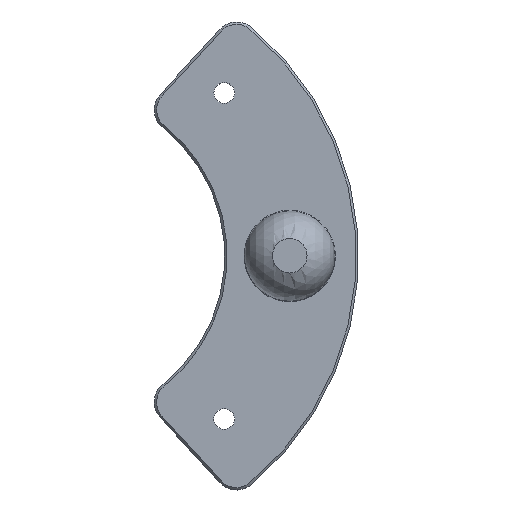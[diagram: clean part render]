
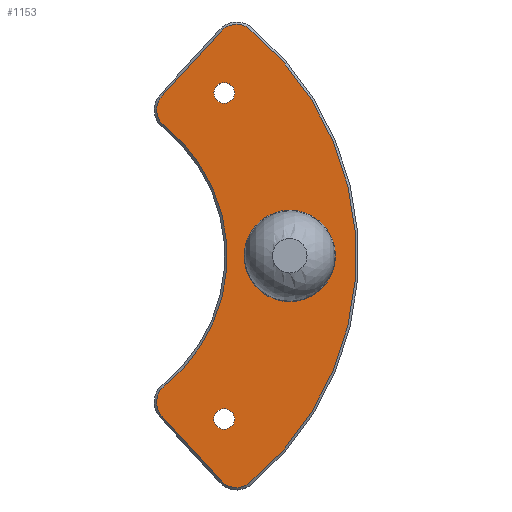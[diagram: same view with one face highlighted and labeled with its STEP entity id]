
A CAD part, top view. The second image highlights one B-rep face of the part: STEP entity #1153.
In plain terms, the highlighted planar face has unit normal (0, 0, 1).
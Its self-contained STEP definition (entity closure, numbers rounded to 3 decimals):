
#65=FACE_BOUND('',#206,.T.);
#66=FACE_BOUND('',#207,.T.);
#67=FACE_BOUND('',#208,.T.);
#68=FACE_BOUND('',#209,.T.);
#103=PLANE('',#1327);
#138=FACE_OUTER_BOUND('',#205,.T.);
#205=EDGE_LOOP('',(#870,#871,#872,#873,#874,#875,#876,#877));
#206=EDGE_LOOP('',(#878));
#207=EDGE_LOOP('',(#879));
#208=EDGE_LOOP('',(#880,#881));
#209=EDGE_LOOP('',(#882,#883));
#278=CIRCLE('',#1308,64.);
#280=CIRCLE('',#1311,4.5);
#282=CIRCLE('',#1315,4.5);
#283=CIRCLE('',#1317,36.);
#285=CIRCLE('',#1320,4.5);
#286=CIRCLE('',#1323,4.5);
#287=CIRCLE('',#1328,2.75);
#288=CIRCLE('',#1329,2.75);
#289=CIRCLE('',#1330,2.25);
#290=CIRCLE('',#1331,2.25);
#291=CIRCLE('',#1332,2.25);
#292=CIRCLE('',#1333,2.25);
#364=LINE('',#1904,#432);
#370=LINE('',#1924,#438);
#432=VECTOR('',#1533,10.);
#438=VECTOR('',#1557,10.);
#505=VERTEX_POINT('',#1889);
#506=VERTEX_POINT('',#1891);
#508=VERTEX_POINT('',#1897);
#510=VERTEX_POINT('',#1902);
#512=VERTEX_POINT('',#1909);
#513=VERTEX_POINT('',#1913);
#514=VERTEX_POINT('',#1918);
#515=VERTEX_POINT('',#1922);
#516=VERTEX_POINT('',#1934);
#517=VERTEX_POINT('',#1936);
#518=VERTEX_POINT('',#1938);
#519=VERTEX_POINT('',#1939);
#520=VERTEX_POINT('',#1942);
#521=VERTEX_POINT('',#1943);
#633=EDGE_CURVE('',#505,#506,#278,.T.);
#637=EDGE_CURVE('',#508,#505,#280,.T.);
#639=EDGE_CURVE('',#510,#508,#364,.T.);
#643=EDGE_CURVE('',#512,#510,#282,.T.);
#645=EDGE_CURVE('',#513,#512,#283,.T.);
#648=EDGE_CURVE('',#514,#513,#285,.T.);
#650=EDGE_CURVE('',#515,#514,#370,.T.);
#651=EDGE_CURVE('',#506,#515,#286,.T.);
#655=EDGE_CURVE('',#516,#516,#287,.T.);
#656=EDGE_CURVE('',#517,#517,#288,.T.);
#657=EDGE_CURVE('',#518,#519,#289,.T.);
#658=EDGE_CURVE('',#519,#518,#290,.T.);
#659=EDGE_CURVE('',#520,#521,#291,.T.);
#660=EDGE_CURVE('',#521,#520,#292,.T.);
#870=ORIENTED_EDGE('',*,*,#633,.F.);
#871=ORIENTED_EDGE('',*,*,#637,.F.);
#872=ORIENTED_EDGE('',*,*,#639,.F.);
#873=ORIENTED_EDGE('',*,*,#643,.F.);
#874=ORIENTED_EDGE('',*,*,#645,.F.);
#875=ORIENTED_EDGE('',*,*,#648,.F.);
#876=ORIENTED_EDGE('',*,*,#650,.F.);
#877=ORIENTED_EDGE('',*,*,#651,.F.);
#878=ORIENTED_EDGE('',*,*,#655,.T.);
#879=ORIENTED_EDGE('',*,*,#656,.T.);
#880=ORIENTED_EDGE('',*,*,#657,.T.);
#881=ORIENTED_EDGE('',*,*,#658,.T.);
#882=ORIENTED_EDGE('',*,*,#659,.T.);
#883=ORIENTED_EDGE('',*,*,#660,.T.);
#1153=ADVANCED_FACE('',(#138,#65,#66,#67,#68),#103,.T.);
#1308=AXIS2_PLACEMENT_3D('',#1892,#1520,#1521);
#1311=AXIS2_PLACEMENT_3D('',#1899,#1528,#1529);
#1315=AXIS2_PLACEMENT_3D('',#1911,#1540,#1541);
#1317=AXIS2_PLACEMENT_3D('',#1915,#1545,#1546);
#1320=AXIS2_PLACEMENT_3D('',#1920,#1552,#1553);
#1323=AXIS2_PLACEMENT_3D('',#1926,#1560,#1561);
#1327=AXIS2_PLACEMENT_3D('',#1933,#1571,#1572);
#1328=AXIS2_PLACEMENT_3D('',#1935,#1573,#1574);
#1329=AXIS2_PLACEMENT_3D('',#1937,#1575,#1576);
#1330=AXIS2_PLACEMENT_3D('',#1940,#1577,#1578);
#1331=AXIS2_PLACEMENT_3D('',#1941,#1579,#1580);
#1332=AXIS2_PLACEMENT_3D('',#1944,#1581,#1582);
#1333=AXIS2_PLACEMENT_3D('',#1945,#1583,#1584);
#1520=DIRECTION('center_axis',(0.,0.,-1.));
#1521=DIRECTION('ref_axis',(0.581,-0.814,0.));
#1528=DIRECTION('center_axis',(0.,0.,-1.));
#1529=DIRECTION('ref_axis',(-0.067,0.998,0.));
#1533=DIRECTION('',(0.676,0.737,0.));
#1540=DIRECTION('center_axis',(0.,0.,-1.));
#1541=DIRECTION('ref_axis',(-0.997,-0.079,0.));
#1545=DIRECTION('center_axis',(0.,0.,1.));
#1546=DIRECTION('ref_axis',(0.496,-0.868,0.));
#1552=DIRECTION('center_axis',(0.,0.,-1.));
#1553=DIRECTION('ref_axis',(-0.997,0.079,0.));
#1557=DIRECTION('',(-0.676,0.737,0.));
#1560=DIRECTION('center_axis',(0.,0.,-1.));
#1561=DIRECTION('ref_axis',(-0.067,-0.998,0.));
#1571=DIRECTION('center_axis',(0.,0.,1.));
#1572=DIRECTION('ref_axis',(1.,0.,0.));
#1573=DIRECTION('center_axis',(0.,0.,-1.));
#1574=DIRECTION('ref_axis',(-1.,0.,0.));
#1575=DIRECTION('center_axis',(0.,0.,-1.));
#1576=DIRECTION('ref_axis',(-1.,0.,0.));
#1577=DIRECTION('center_axis',(0.,0.,-1.));
#1578=DIRECTION('ref_axis',(1.,0.,0.));
#1579=DIRECTION('center_axis',(0.,0.,-1.));
#1580=DIRECTION('ref_axis',(1.,0.,0.));
#1581=DIRECTION('center_axis',(0.,0.,-1.));
#1582=DIRECTION('ref_axis',(1.,0.,0.));
#1583=DIRECTION('center_axis',(0.,0.,-1.));
#1584=DIRECTION('ref_axis',(1.,0.,0.));
#1889=CARTESIAN_POINT('',(40.934,49.198,4.));
#1891=CARTESIAN_POINT('',(40.934,-49.198,4.));
#1892=CARTESIAN_POINT('Origin',(0.,0.,4.));
#1897=CARTESIAN_POINT('',(34.738,48.779,4.));
#1899=CARTESIAN_POINT('Origin',(38.056,45.738,4.));
#1902=CARTESIAN_POINT('',(21.88,34.747,4.));
#1904=CARTESIAN_POINT('',(25.582,38.786,4.));
#1909=CARTESIAN_POINT('',(22.398,28.184,4.));
#1911=CARTESIAN_POINT('Origin',(25.198,31.707,4.));
#1913=CARTESIAN_POINT('',(22.398,-28.184,4.));
#1915=CARTESIAN_POINT('Origin',(0.,0.,4.));
#1918=CARTESIAN_POINT('',(21.88,-34.747,4.));
#1920=CARTESIAN_POINT('Origin',(25.198,-31.707,4.));
#1922=CARTESIAN_POINT('',(34.738,-48.779,4.));
#1924=CARTESIAN_POINT('',(15.651,-27.949,4.));
#1926=CARTESIAN_POINT('Origin',(38.056,-45.738,4.));
#1933=CARTESIAN_POINT('Origin',(41.054,0.,4.));
#1934=CARTESIAN_POINT('',(52.326,-6.5,4.));
#1935=CARTESIAN_POINT('Origin',(49.576,-6.5,4.));
#1936=CARTESIAN_POINT('',(52.326,6.5,4.));
#1937=CARTESIAN_POINT('Origin',(49.576,6.5,4.));
#1938=CARTESIAN_POINT('',(37.611,35.35,4.));
#1939=CARTESIAN_POINT('',(33.111,35.35,4.));
#1940=CARTESIAN_POINT('Origin',(35.361,35.35,4.));
#1941=CARTESIAN_POINT('Origin',(35.361,35.35,4.));
#1942=CARTESIAN_POINT('',(37.611,-35.35,4.));
#1943=CARTESIAN_POINT('',(33.111,-35.35,4.));
#1944=CARTESIAN_POINT('Origin',(35.361,-35.35,4.));
#1945=CARTESIAN_POINT('Origin',(35.361,-35.35,4.));
